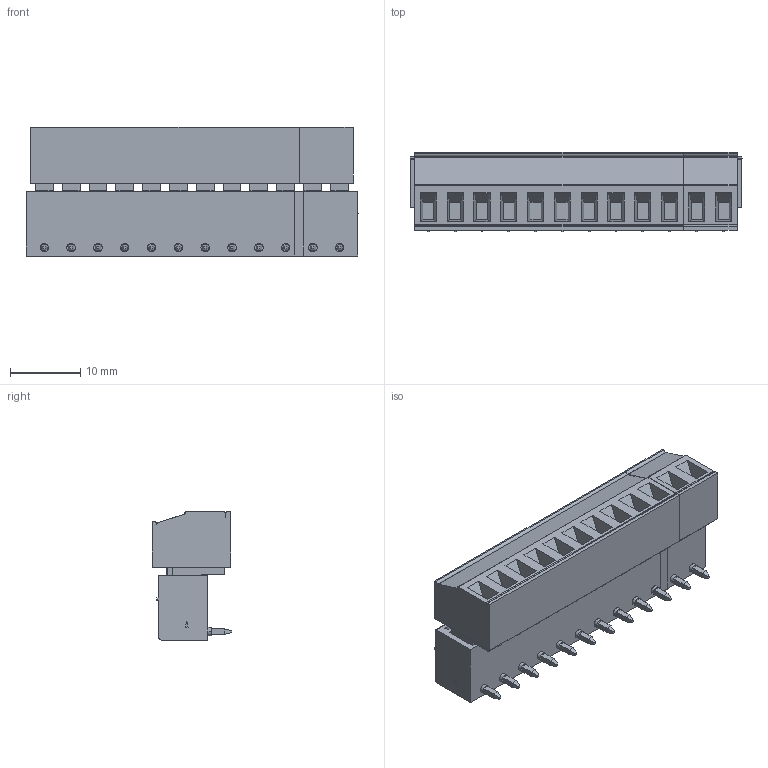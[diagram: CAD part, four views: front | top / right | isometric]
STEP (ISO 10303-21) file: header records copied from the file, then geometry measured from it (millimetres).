
FILE_DESCRIPTION (( 'STEP AP214' ), '1' );
FILE_NAME ('381_12pin.STEP', '2024-11-05T13:39:52', ( '' ), ( '' ), 'SwSTEP 2.0', 'SolidWorks 2020', '' );
FILE_SCHEMA (( 'AUTOMOTIVE_DESIGN' ));
Length unit declared in the file: millimetre
Products named in the file (3): 3_81mm_10pin_RA.step; 381_12pin; 381-2p.step
Assembly tree (2 placements, depth 2):
  381_12pin
    3_81mm_10pin_RA.step
    381-2p.step
Bounding box: 47.16 x 11.31 x 18.42 mm (x, y, z)
Volume: 5996.2 mm3; surface area: 8875.4 mm2
Topology: 4 solids, 5 shells, 1423 faces, 3564 edges, 2300 vertices
Faces by surface type: plane 1129, cylinder 258, sphere 24, cone 12
Entity records: 45364 total; most frequent: CARTESIAN_POINT 7340, ORIENTED_EDGE 7080, DIRECTION 7020, EDGE_CURVE 3540, VECTOR 2868, LINE 2868, VERTEX_POINT 2300, AXIS2_PLACEMENT_3D 2076
